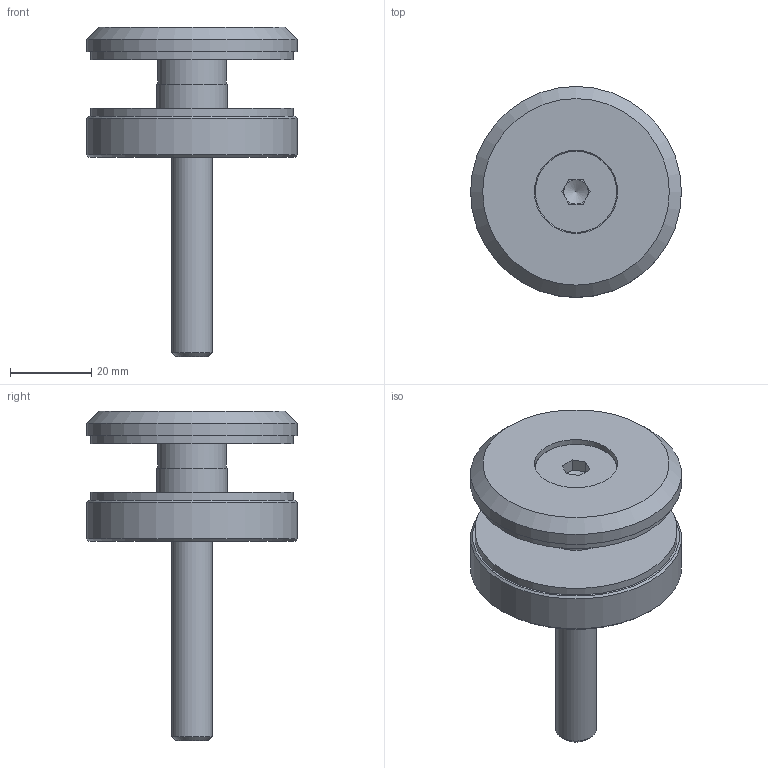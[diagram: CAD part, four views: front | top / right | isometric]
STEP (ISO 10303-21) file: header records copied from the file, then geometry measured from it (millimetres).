
FILE_DESCRIPTION (( 'STEP AP203' ), '1' );
FILE_NAME ('60195-240-S.STEP', '2019-10-21T11:50:46', ( '' ), ( '' ), 'SwSTEP 2.0', 'SolidWorks 2015', '' );
FILE_SCHEMA (( 'CONFIG_CONTROL_DESIGN' ));
Length unit declared in the file: millimetre
Products named in the file (14): 60195-240-S Teil3; 60195-240-S Teil3_60195-240-S Teil3; 60195-240-S; 60195-240-S Teil4_60195-240-S Teil4; 60195-240-S Teil2; DIN7991 M10x80; 60195-240-S Teil5_60195-240-S Teil5; 60195-240-S Teil4; 60195-240-S Teil1_60195-240-S Teil1; 60195-240-S Teil1; 60195-240-S Teil5; 60195-240-S Teil2_60195-240-S Teil2
Assembly tree (7 placements, depth 2):
  60195-240-S Teil3
  60195-240-S
    60195-240-S Teil1_60195-240-S Teil1
    60195-240-S Teil3_60195-240-S Teil3
    60195-240-S Teil4_60195-240-S Teil4
    DIN7991 M10x80
    60195-240-S Teil2_60195-240-S Teil2
    60195-240-S Teil5_60195-240-S Teil5
  60195-240-S Teil2
  60195-240-S
    DIN7991 M10x80
  60195-240-S Teil4
Bounding box: 52 x 52 x 81.25 mm (x, y, z)
Volume: 46903.2 mm3; surface area: 24125.1 mm2
Topology: 6 solids, 6 shells, 294 faces, 743 edges, 491 vertices
Faces by surface type: plane 154, bspline 113, cylinder 15, cone 11, torus 1
Full cylindrical faces by diameter (mm): 10 x1, 10.5 x4, 14 x2, 17 x1, 17.5 x1, 20 x1, 20.5 x1, 50 x2, 52 x2
Entity records: 16881 total; most frequent: CARTESIAN_POINT 9360, ORIENTED_EDGE 1422, DIRECTION 918, EDGE_CURVE 711, VERTEX_POINT 485, LINE 440, VECTOR 440, EDGE_LOOP 360
